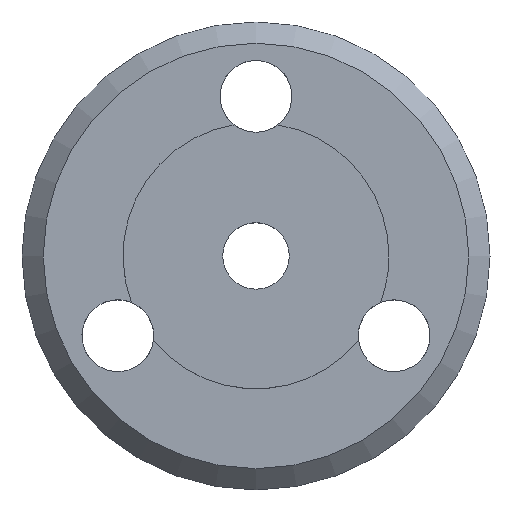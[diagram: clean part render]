
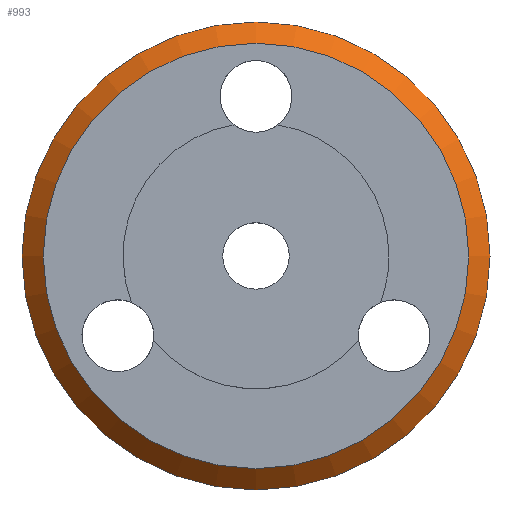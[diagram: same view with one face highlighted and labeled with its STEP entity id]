
A CAD part, top view. The second image highlights one B-rep face of the part: STEP entity #993.
In plain terms, the highlighted conical face has half-angle 45 degrees and reference radius 8.8 mm.
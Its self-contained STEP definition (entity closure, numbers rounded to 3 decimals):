
#104 = CONICAL_SURFACE('',#105,8.,0.785);
#105 = AXIS2_PLACEMENT_3D('',#106,#107,#108);
#106 = CARTESIAN_POINT('',(0.,0.,1.6));
#107 = DIRECTION('',(0.,0.,1.));
#108 = DIRECTION('',(1.,0.,0.));
#121 = VERTEX_POINT('',#122);
#122 = CARTESIAN_POINT('',(8.8,0.,2.4));
#143 = EDGE_CURVE('',#121,#121,#144,.T.);
#144 = SURFACE_CURVE('',#145,(#150,#157),.PCURVE_S1.);
#145 = CIRCLE('',#146,8.8);
#146 = AXIS2_PLACEMENT_3D('',#147,#148,#149);
#147 = CARTESIAN_POINT('',(0.,0.,2.4));
#148 = DIRECTION('',(0.,0.,-1.));
#149 = DIRECTION('',(1.,0.,0.));
#150 = PCURVE('',#104,#151);
#151 = DEFINITIONAL_REPRESENTATION('',(#152),#156);
#152 = LINE('',#153,#154);
#153 = CARTESIAN_POINT('',(-0.,0.8));
#154 = VECTOR('',#155,1.);
#155 = DIRECTION('',(-1.,0.));
#156 = ( GEOMETRIC_REPRESENTATION_CONTEXT(2) 
PARAMETRIC_REPRESENTATION_CONTEXT() REPRESENTATION_CONTEXT('2D SPACE',''
  ) );
#157 = PCURVE('',#158,#163);
#158 = CONICAL_SURFACE('',#159,8.8,0.785);
#159 = AXIS2_PLACEMENT_3D('',#160,#161,#162);
#160 = CARTESIAN_POINT('',(0.,0.,2.4));
#161 = DIRECTION('',(0.,0.,-1.));
#162 = DIRECTION('',(1.,0.,0.));
#163 = DEFINITIONAL_REPRESENTATION('',(#164),#168);
#164 = LINE('',#165,#166);
#165 = CARTESIAN_POINT('',(0.,-0.));
#166 = VECTOR('',#167,1.);
#167 = DIRECTION('',(1.,-0.));
#168 = ( GEOMETRIC_REPRESENTATION_CONTEXT(2) 
PARAMETRIC_REPRESENTATION_CONTEXT() REPRESENTATION_CONTEXT('2D SPACE',''
  ) );
#221 = PLANE('',#222);
#222 = AXIS2_PLACEMENT_3D('',#223,#224,#225);
#223 = CARTESIAN_POINT('',(0.,0.,3.2));
#224 = DIRECTION('',(0.,0.,-1.));
#225 = DIRECTION('',(1.,0.,0.));
#375 = EDGE_CURVE('',#376,#376,#378,.T.);
#376 = VERTEX_POINT('',#377);
#377 = CARTESIAN_POINT('',(8.,0.,3.2));
#378 = SURFACE_CURVE('',#379,(#384,#391),.PCURVE_S1.);
#379 = CIRCLE('',#380,8.);
#380 = AXIS2_PLACEMENT_3D('',#381,#382,#383);
#381 = CARTESIAN_POINT('',(0.,0.,3.2));
#382 = DIRECTION('',(0.,0.,-1.));
#383 = DIRECTION('',(1.,0.,0.));
#384 = PCURVE('',#221,#385);
#385 = DEFINITIONAL_REPRESENTATION('',(#386),#390);
#386 = CIRCLE('',#387,8.);
#387 = AXIS2_PLACEMENT_2D('',#388,#389);
#388 = CARTESIAN_POINT('',(0.,0.));
#389 = DIRECTION('',(1.,0.));
#390 = ( GEOMETRIC_REPRESENTATION_CONTEXT(2) 
PARAMETRIC_REPRESENTATION_CONTEXT() REPRESENTATION_CONTEXT('2D SPACE',''
  ) );
#391 = PCURVE('',#158,#392);
#392 = DEFINITIONAL_REPRESENTATION('',(#393),#396);
#393 = B_SPLINE_CURVE_WITH_KNOTS('',1,(#394,#395),.UNSPECIFIED.,.F.,.F.,
  (2,2),(0.,6.283),.PIECEWISE_BEZIER_KNOTS.);
#394 = CARTESIAN_POINT('',(0.,-0.8));
#395 = CARTESIAN_POINT('',(6.283,-0.8));
#396 = ( GEOMETRIC_REPRESENTATION_CONTEXT(2) 
PARAMETRIC_REPRESENTATION_CONTEXT() REPRESENTATION_CONTEXT('2D SPACE',''
  ) );
#993 = ADVANCED_FACE('',(#994),#158,.T.);
#994 = FACE_BOUND('',#995,.F.);
#995 = EDGE_LOOP('',(#996,#997,#1018,#1019));
#996 = ORIENTED_EDGE('',*,*,#143,.T.);
#997 = ORIENTED_EDGE('',*,*,#998,.T.);
#998 = EDGE_CURVE('',#121,#376,#999,.T.);
#999 = SEAM_CURVE('',#1000,(#1004,#1011),.PCURVE_S1.);
#1000 = LINE('',#1001,#1002);
#1001 = CARTESIAN_POINT('',(8.8,0.,2.4));
#1002 = VECTOR('',#1003,1.);
#1003 = DIRECTION('',(-0.707,0.,0.707)
  );
#1004 = PCURVE('',#158,#1005);
#1005 = DEFINITIONAL_REPRESENTATION('',(#1006),#1010);
#1006 = LINE('',#1007,#1008);
#1007 = CARTESIAN_POINT('',(0.,-0.));
#1008 = VECTOR('',#1009,1.);
#1009 = DIRECTION('',(0.,-1.));
#1010 = ( GEOMETRIC_REPRESENTATION_CONTEXT(2) 
PARAMETRIC_REPRESENTATION_CONTEXT() REPRESENTATION_CONTEXT('2D SPACE',''
  ) );
#1011 = PCURVE('',#158,#1012);
#1012 = DEFINITIONAL_REPRESENTATION('',(#1013),#1017);
#1013 = LINE('',#1014,#1015);
#1014 = CARTESIAN_POINT('',(6.283,-0.));
#1015 = VECTOR('',#1016,1.);
#1016 = DIRECTION('',(0.,-1.));
#1017 = ( GEOMETRIC_REPRESENTATION_CONTEXT(2) 
PARAMETRIC_REPRESENTATION_CONTEXT() REPRESENTATION_CONTEXT('2D SPACE',''
  ) );
#1018 = ORIENTED_EDGE('',*,*,#375,.F.);
#1019 = ORIENTED_EDGE('',*,*,#998,.F.);
